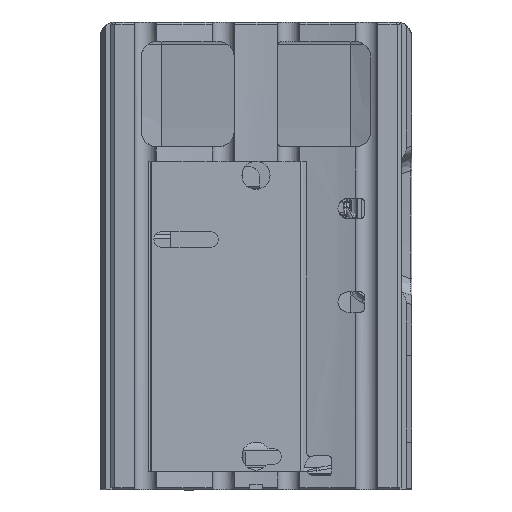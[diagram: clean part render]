
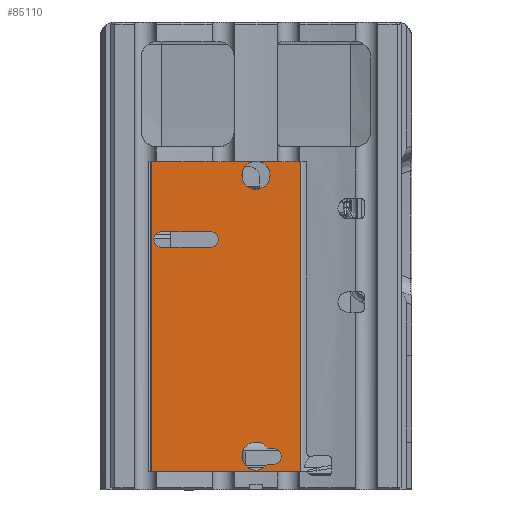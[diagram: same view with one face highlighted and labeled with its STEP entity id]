
A CAD part, left-side view. The second image highlights one B-rep face of the part: STEP entity #85110.
In plain terms, the highlighted planar face has unit normal (-1, 0, 0).
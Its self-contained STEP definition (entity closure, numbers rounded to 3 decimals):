
#77084=CARTESIAN_POINT('Vertex',(-77.5,-92.43,-197.5)) ;
#77087=CARTESIAN_POINT('Line Origine',(-77.5,3.07,-197.5)) ;
#77091=CARTESIAN_POINT('Vertex',(-77.5,98.57,-197.5)) ;
#77451=CARTESIAN_POINT('Vertex',(-77.5,-30.717,200.)) ;
#77498=CARTESIAN_POINT('Vertex',(-77.5,98.57,200.)) ;
#77501=CARTESIAN_POINT('Line Origine',(-77.5,33.927,200.)) ;
#84792=CARTESIAN_POINT('Vertex',(-77.5,-39.143,200.)) ;
#84795=CARTESIAN_POINT('Line Origine',(-77.5,-65.787,200.)) ;
#84799=CARTESIAN_POINT('Vertex',(-77.5,-92.43,200.)) ;
#84983=CARTESIAN_POINT('Line Origine',(-77.5,-92.43,1.)) ;
#84995=CARTESIAN_POINT('Axis2P3D Location',(-77.5,-92.43,-197.)) ;
#85000=CARTESIAN_POINT('Axis2P3D Location',(-77.5,-34.93,182.5)) ;
#85004=CARTESIAN_POINT('Vertex',(-77.5,-52.93,182.5)) ;
#85007=CARTESIAN_POINT('Axis2P3D Location',(-77.5,-34.93,182.5)) ;
#85011=CARTESIAN_POINT('Vertex',(-77.5,-16.93,182.5)) ;
#85014=CARTESIAN_POINT('Axis2P3D Location',(-77.5,-34.93,182.5)) ;
#85019=CARTESIAN_POINT('Line Origine',(-77.5,98.57,1.25)) ;
#85034=CARTESIAN_POINT('Line Origine',(-77.5,-53.824,-168.)) ;
#85038=CARTESIAN_POINT('Vertex',(-77.5,-57.43,-168.)) ;
#85040=CARTESIAN_POINT('Vertex',(-77.5,-50.219,-168.)) ;
#85043=CARTESIAN_POINT('Axis2P3D Location',(-77.5,-57.43,-178.)) ;
#85047=CARTESIAN_POINT('Vertex',(-77.5,-57.43,-188.)) ;
#85050=CARTESIAN_POINT('Line Origine',(-77.5,-53.49,-188.)) ;
#85054=CARTESIAN_POINT('Vertex',(-77.5,-49.55,-188.)) ;
#85057=CARTESIAN_POINT('Axis2P3D Location',(-77.5,-34.93,-177.5)) ;
#85061=CARTESIAN_POINT('Vertex',(-77.5,-20.31,-167.)) ;
#85064=CARTESIAN_POINT('Axis2P3D Location',(-77.5,-34.93,-177.5)) ;
#85076=CARTESIAN_POINT('Line Origine',(-77.5,54.688,110.)) ;
#85080=CARTESIAN_POINT('Vertex',(-77.5,23.438,110.)) ;
#85082=CARTESIAN_POINT('Vertex',(-77.5,85.938,110.)) ;
#85085=CARTESIAN_POINT('Axis2P3D Location',(-77.5,23.438,100.)) ;
#85089=CARTESIAN_POINT('Vertex',(-77.5,23.438,90.)) ;
#85092=CARTESIAN_POINT('Line Origine',(-77.5,54.688,90.)) ;
#85096=CARTESIAN_POINT('Vertex',(-77.5,85.938,90.)) ;
#85099=CARTESIAN_POINT('Axis2P3D Location',(-77.5,85.938,100.)) ;
#77088=DIRECTION('Vector Direction',(0.,-1.,0.)) ;
#77502=DIRECTION('Vector Direction',(0.,-1.,0.)) ;
#84796=DIRECTION('Vector Direction',(0.,-1.,0.)) ;
#84984=DIRECTION('Vector Direction',(0.,0.,1.)) ;
#84996=DIRECTION('Axis2P3D Direction',(1.,0.,0.)) ;
#84997=DIRECTION('Axis2P3D XDirection',(0.,1.,0.)) ;
#85001=DIRECTION('Axis2P3D Direction',(1.,0.,0.)) ;
#85008=DIRECTION('Axis2P3D Direction',(1.,0.,0.)) ;
#85015=DIRECTION('Axis2P3D Direction',(1.,0.,0.)) ;
#85020=DIRECTION('Vector Direction',(0.,0.,1.)) ;
#85035=DIRECTION('Vector Direction',(0.,1.,0.)) ;
#85044=DIRECTION('Axis2P3D Direction',(1.,0.,0.)) ;
#85051=DIRECTION('Vector Direction',(0.,1.,0.)) ;
#85058=DIRECTION('Axis2P3D Direction',(1.,0.,0.)) ;
#85065=DIRECTION('Axis2P3D Direction',(1.,0.,0.)) ;
#85077=DIRECTION('Vector Direction',(0.,1.,0.)) ;
#85086=DIRECTION('Axis2P3D Direction',(1.,0.,0.)) ;
#85093=DIRECTION('Vector Direction',(0.,-1.,0.)) ;
#85100=DIRECTION('Axis2P3D Direction',(1.,0.,0.)) ;
#84998=AXIS2_PLACEMENT_3D('Plane Axis2P3D',#84995,#84996,#84997) ;
#85002=AXIS2_PLACEMENT_3D('Circle Axis2P3D',#85000,#85001,$) ;
#85009=AXIS2_PLACEMENT_3D('Circle Axis2P3D',#85007,#85008,$) ;
#85016=AXIS2_PLACEMENT_3D('Circle Axis2P3D',#85014,#85015,$) ;
#85045=AXIS2_PLACEMENT_3D('Circle Axis2P3D',#85043,#85044,$) ;
#85059=AXIS2_PLACEMENT_3D('Circle Axis2P3D',#85057,#85058,$) ;
#85066=AXIS2_PLACEMENT_3D('Circle Axis2P3D',#85064,#85065,$) ;
#85087=AXIS2_PLACEMENT_3D('Circle Axis2P3D',#85085,#85086,$) ;
#85101=AXIS2_PLACEMENT_3D('Circle Axis2P3D',#85099,#85100,$) ;
#85025=ORIENTED_EDGE('',*,*,#85006,.T.) ;
#85026=ORIENTED_EDGE('',*,*,#85013,.T.) ;
#85027=ORIENTED_EDGE('',*,*,#85018,.T.) ;
#85028=ORIENTED_EDGE('',*,*,#77505,.F.) ;
#85029=ORIENTED_EDGE('',*,*,#85023,.F.) ;
#85030=ORIENTED_EDGE('',*,*,#77093,.T.) ;
#85031=ORIENTED_EDGE('',*,*,#84987,.T.) ;
#85032=ORIENTED_EDGE('',*,*,#84801,.F.) ;
#85070=ORIENTED_EDGE('',*,*,#85042,.F.) ;
#85071=ORIENTED_EDGE('',*,*,#85049,.T.) ;
#85072=ORIENTED_EDGE('',*,*,#85056,.T.) ;
#85073=ORIENTED_EDGE('',*,*,#85063,.T.) ;
#85074=ORIENTED_EDGE('',*,*,#85068,.T.) ;
#85105=ORIENTED_EDGE('',*,*,#85084,.F.) ;
#85106=ORIENTED_EDGE('',*,*,#85091,.T.) ;
#85107=ORIENTED_EDGE('',*,*,#85098,.F.) ;
#85108=ORIENTED_EDGE('',*,*,#85103,.T.) ;
#85075=FACE_BOUND('',#85069,.T.) ;
#85109=FACE_BOUND('',#85104,.T.) ;
#77089=VECTOR('Line Direction',#77088,1.) ;
#77503=VECTOR('Line Direction',#77502,1.) ;
#84797=VECTOR('Line Direction',#84796,1.) ;
#84985=VECTOR('Line Direction',#84984,1.) ;
#85021=VECTOR('Line Direction',#85020,1.) ;
#85036=VECTOR('Line Direction',#85035,1.) ;
#85052=VECTOR('Line Direction',#85051,1.) ;
#85078=VECTOR('Line Direction',#85077,1.) ;
#85094=VECTOR('Line Direction',#85093,1.) ;
#85110=ADVANCED_FACE('PartBody',(#85033,#85075,#85109),#84999,.F.) ;
#85003=CIRCLE('generated circle',#85002,18.) ;
#85010=CIRCLE('generated circle',#85009,18.) ;
#85017=CIRCLE('generated circle',#85016,18.) ;
#85046=CIRCLE('generated circle',#85045,10.) ;
#85060=CIRCLE('generated circle',#85059,18.) ;
#85067=CIRCLE('generated circle',#85066,18.) ;
#85088=CIRCLE('generated circle',#85087,10.) ;
#85102=CIRCLE('generated circle',#85101,10.) ;
#77093=EDGE_CURVE('',#77092,#77085,#77090,.T.) ;
#77505=EDGE_CURVE('',#77499,#77452,#77504,.T.) ;
#84801=EDGE_CURVE('',#84793,#84800,#84798,.T.) ;
#84987=EDGE_CURVE('',#77085,#84800,#84986,.T.) ;
#85006=EDGE_CURVE('',#84793,#85005,#85003,.T.) ;
#85013=EDGE_CURVE('',#85005,#85012,#85010,.T.) ;
#85018=EDGE_CURVE('',#85012,#77452,#85017,.T.) ;
#85023=EDGE_CURVE('',#77092,#77499,#85022,.T.) ;
#85042=EDGE_CURVE('',#85039,#85041,#85037,.T.) ;
#85049=EDGE_CURVE('',#85039,#85048,#85046,.T.) ;
#85056=EDGE_CURVE('',#85048,#85055,#85053,.T.) ;
#85063=EDGE_CURVE('',#85055,#85062,#85060,.T.) ;
#85068=EDGE_CURVE('',#85062,#85041,#85067,.T.) ;
#85084=EDGE_CURVE('',#85081,#85083,#85079,.T.) ;
#85091=EDGE_CURVE('',#85081,#85090,#85088,.T.) ;
#85098=EDGE_CURVE('',#85097,#85090,#85095,.T.) ;
#85103=EDGE_CURVE('',#85097,#85083,#85102,.T.) ;
#85024=EDGE_LOOP('',(#85025,#85026,#85027,#85028,#85029,#85030,#85031,#85032)) ;
#85069=EDGE_LOOP('',(#85070,#85071,#85072,#85073,#85074)) ;
#85104=EDGE_LOOP('',(#85105,#85106,#85107,#85108)) ;
#85033=FACE_OUTER_BOUND('',#85024,.T.) ;
#77090=LINE('Line',#77087,#77089) ;
#77504=LINE('Line',#77501,#77503) ;
#84798=LINE('Line',#84795,#84797) ;
#84986=LINE('Line',#84983,#84985) ;
#85022=LINE('Line',#85019,#85021) ;
#85037=LINE('Line',#85034,#85036) ;
#85053=LINE('Line',#85050,#85052) ;
#85079=LINE('Line',#85076,#85078) ;
#85095=LINE('Line',#85092,#85094) ;
#84999=PLANE('',#84998) ;
#77085=VERTEX_POINT('',#77084) ;
#77092=VERTEX_POINT('',#77091) ;
#77452=VERTEX_POINT('',#77451) ;
#77499=VERTEX_POINT('',#77498) ;
#84793=VERTEX_POINT('',#84792) ;
#84800=VERTEX_POINT('',#84799) ;
#85005=VERTEX_POINT('',#85004) ;
#85012=VERTEX_POINT('',#85011) ;
#85039=VERTEX_POINT('',#85038) ;
#85041=VERTEX_POINT('',#85040) ;
#85048=VERTEX_POINT('',#85047) ;
#85055=VERTEX_POINT('',#85054) ;
#85062=VERTEX_POINT('',#85061) ;
#85081=VERTEX_POINT('',#85080) ;
#85083=VERTEX_POINT('',#85082) ;
#85090=VERTEX_POINT('',#85089) ;
#85097=VERTEX_POINT('',#85096) ;
